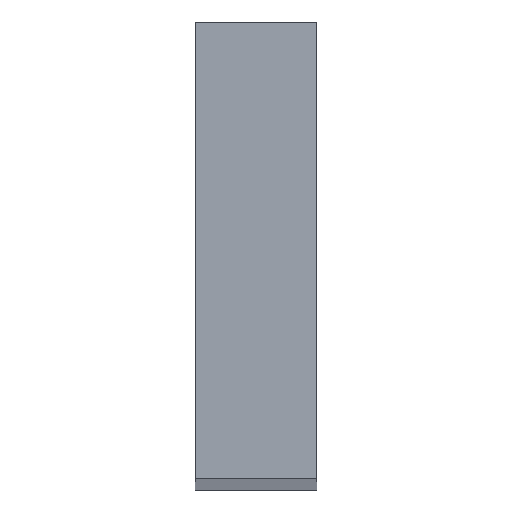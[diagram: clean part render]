
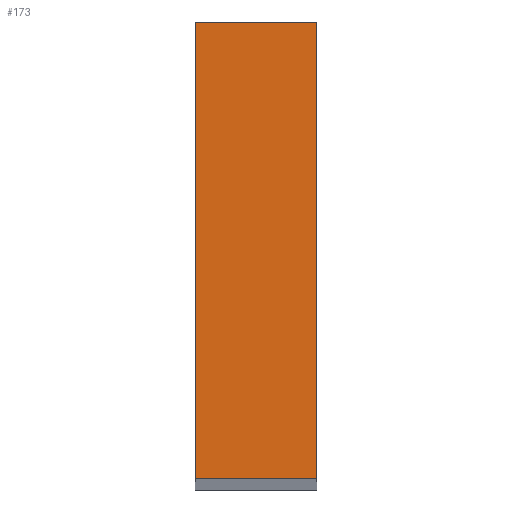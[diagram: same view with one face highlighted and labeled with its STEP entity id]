
A CAD part, top view. The second image highlights one B-rep face of the part: STEP entity #173.
In plain terms, the highlighted planar face has unit normal (0, 0, 1).
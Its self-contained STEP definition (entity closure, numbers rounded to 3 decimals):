
#36=FACE_OUTER_BOUND('',#48,.T.);
#48=EDGE_LOOP('',(#146,#147,#148,#149));
#59=LINE('',#266,#74);
#62=LINE('',#277,#77);
#66=LINE('',#292,#81);
#67=LINE('',#293,#82);
#74=VECTOR('',#216,10.);
#77=VECTOR('',#227,10.);
#81=VECTOR('',#245,10.);
#82=VECTOR('',#246,10.);
#88=VERTEX_POINT('',#263);
#89=VERTEX_POINT('',#265);
#93=VERTEX_POINT('',#275);
#97=VERTEX_POINT('',#291);
#103=EDGE_CURVE('',#88,#89,#59,.T.);
#109=EDGE_CURVE('',#93,#88,#62,.T.);
#116=EDGE_CURVE('',#93,#97,#66,.T.);
#117=EDGE_CURVE('',#97,#89,#67,.T.);
#146=ORIENTED_EDGE('',*,*,#116,.T.);
#147=ORIENTED_EDGE('',*,*,#117,.T.);
#148=ORIENTED_EDGE('',*,*,#103,.F.);
#149=ORIENTED_EDGE('',*,*,#109,.F.);
#164=PLANE('',#202);
#173=ADVANCED_FACE('',(#36),#164,.T.);
#202=AXIS2_PLACEMENT_3D('',#290,#243,#244);
#216=DIRECTION('',(0.,-1.,0.));
#227=DIRECTION('',(1.,0.,0.));
#243=DIRECTION('center_axis',(0.,0.,1.));
#244=DIRECTION('ref_axis',(0.,-1.,0.));
#245=DIRECTION('',(0.,-1.,0.));
#246=DIRECTION('',(1.,0.,0.));
#263=CARTESIAN_POINT('',(25.5,36.93,88.9));
#265=CARTESIAN_POINT('',(25.5,29.43,88.9));
#266=CARTESIAN_POINT('',(25.5,36.93,88.9));
#275=CARTESIAN_POINT('',(23.5,36.93,88.9));
#277=CARTESIAN_POINT('',(23.5,36.93,88.9));
#290=CARTESIAN_POINT('Origin',(23.5,36.93,88.9));
#291=CARTESIAN_POINT('',(23.5,29.43,88.9));
#292=CARTESIAN_POINT('',(23.5,36.93,88.9));
#293=CARTESIAN_POINT('',(23.5,29.43,88.9));
